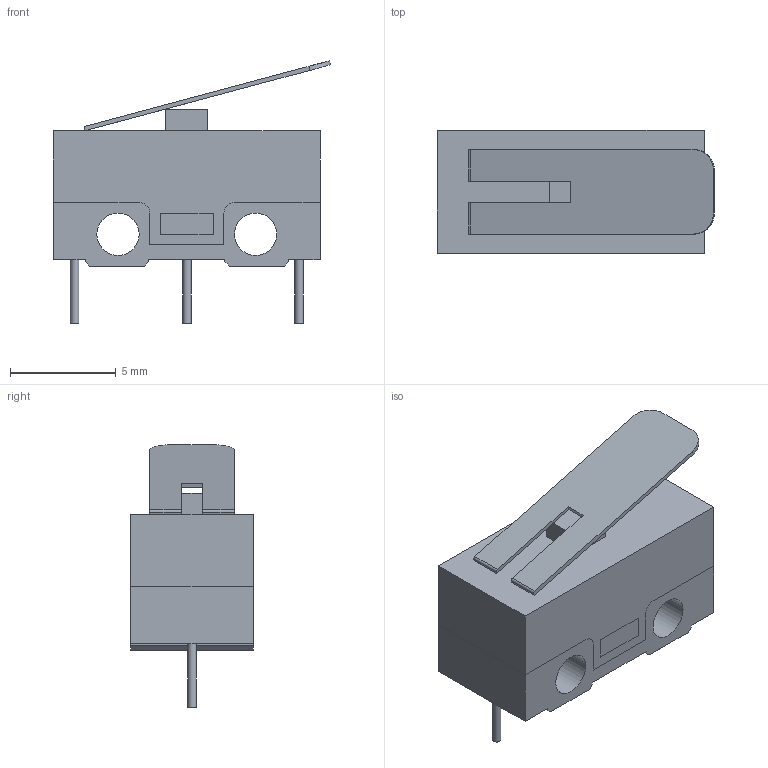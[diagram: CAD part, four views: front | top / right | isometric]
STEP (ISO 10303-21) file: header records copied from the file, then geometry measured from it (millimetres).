
FILE_DESCRIPTION(('FreeCAD Model'),'2;1');
FILE_NAME('endstopsmall.stp', '2014-10-03T21:57:00',('FreeCAD'),('FreeCAD'), 'Open CASCADE STEP processor 6.7','FreeCAD','Unknown');
FILE_SCHEMA(('AUTOMOTIVE_DESIGN_CC2 { 1 2 10303 214 -1 1 5 4 }'));
Length unit declared in the file: millimetre
Products named in the file (7): ParteBaja; ParteAlta; Pletina; Cubo007; GND; NC; NO
Bounding box: 13.09 x 5.8 x 12.4 mm (x, y, z)
Volume: 433.3 mm3; surface area: 832.5 mm2
Topology: 8 solids, 8 shells, 77 faces, 183 edges, 122 vertices
Faces by surface type: plane 64, cylinder 13
Full cylindrical faces by diameter (mm): 0.4 x3, 2 x2
Entity records: 4761 total; most frequent: CARTESIAN_POINT 829, DIRECTION 711, LINE 489, VECTOR 489, ORIENTED_EDGE 366, PCURVE 366, DEFINITIONAL_REPRESENTATION 366, EDGE_CURVE 183
